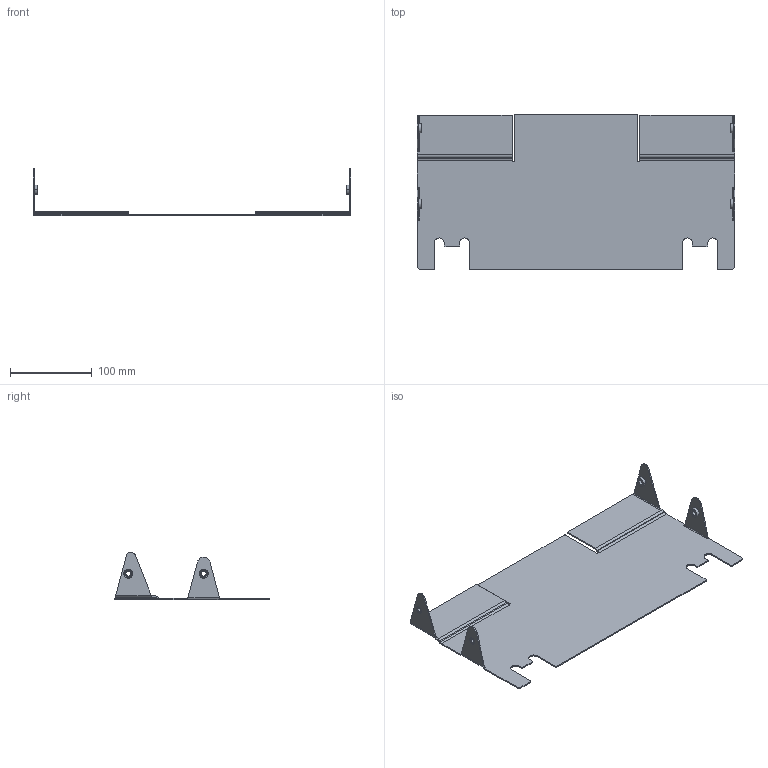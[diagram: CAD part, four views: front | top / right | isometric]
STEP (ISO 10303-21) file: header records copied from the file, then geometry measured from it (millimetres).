
FILE_DESCRIPTION((''),'2;1');
FILE_NAME('130B3779_ASM','2020-07-06T',('F26576'),('Danfoss Drives A/S'),'CREO PARAMETRIC BY PTC INC, 2018070','CREO PARAMETRIC BY PTC INC, 2018070','');
FILE_SCHEMA(('CONFIG_CONTROL_DESIGN','GEOMETRIC_VALIDATION_PROPERTIES_MIM'));
Length unit declared in the file: millimetre
Products named in the file (3): 130B3779; PENN-SP-M6-2_XXX; 130B3779_ASM
Assembly tree (5 placements, depth 2):
  130B3779_ASM
    130B3779
    PENN-SP-M6-2_XXX  x4
Bounding box: 388 x 190 x 57.58 mm (x, y, z)
Volume: 114416.6 mm3; surface area: 155465.9 mm2
Topology: 5 solids, 5 shells, 168 faces, 398 edges, 244 vertices
Faces by surface type: plane 92, cylinder 68, bspline 8
Entity records: 5671 total; most frequent: CARTESIAN_POINT 1121, DIRECTION 694, ORIENTED_EDGE 688, EDGE_CURVE 344, PRESENTATION_STYLE_ASSIGNMENT 327, STYLED_ITEM 327, CURVE_STYLE 326, VECTOR 244
